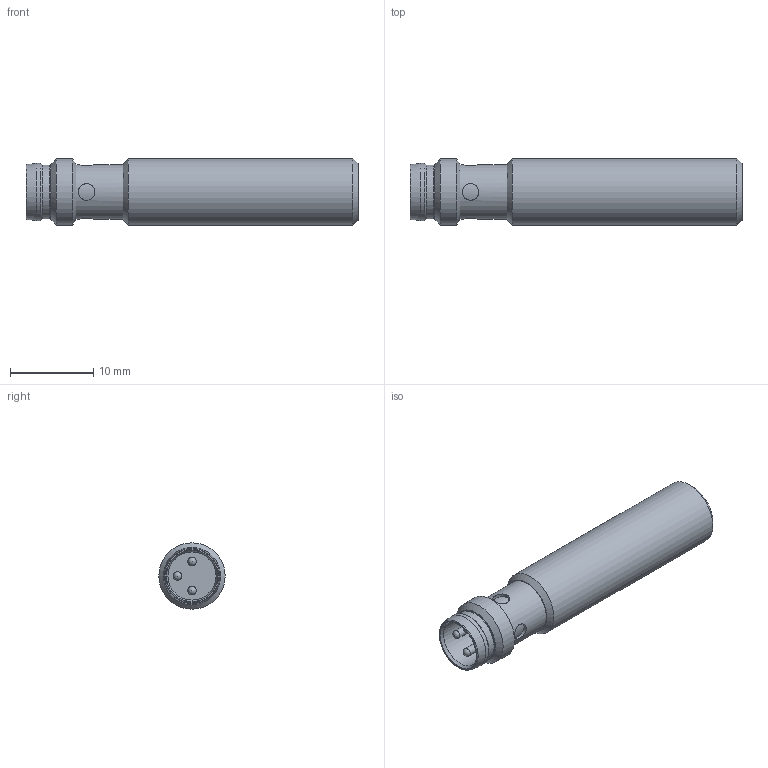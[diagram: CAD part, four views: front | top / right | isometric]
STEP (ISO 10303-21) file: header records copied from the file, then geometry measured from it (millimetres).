
FILE_DESCRIPTION(/* description */ (''),/* implementation_level */ '2;1');
FILE_NAME(/* name */ 'ipf_z3d_IB089179.stp',/* time_stamp */ '2019-10-29T13:52:21+01:00',/* author */ ('g.aydin'),/* organization */ (''),/* preprocessor_version */ 'ST-DEVELOPER v15.2',/* originating_system */ 'Autodesk Inventor 2014',/* authorisation */ '');
FILE_SCHEMA (('AUTOMOTIVE_DESIGN { 1 0 10303 214 3 1 1 }'));
Length unit declared in the file: millimetre
Products named in the file (1): ipf_z3d_IB089179
Bounding box: 40 x 8 x 8 mm (x, y, z)
Volume: 1724.7 mm3; surface area: 1203.3 mm2
Topology: 1 solids, 1 shells, 37 faces, 71 edges, 43 vertices
Faces by surface type: cylinder 19, cone 8, plane 6, sphere 3, torus 1
Full cylindrical faces by diameter (mm): 1 x3, 2 x4, 5.8 x1, 6.36 x1, 6.45 x1, 6.5 x1, 6.6 x1, 6.9 x1, 8 x2
Entity records: 1002 total; most frequent: CARTESIAN_POINT 378, DIRECTION 132, EDGE_LOOP 72, ORIENTED_EDGE 72, AXIS2_PLACEMENT_3D 66, ADVANCED_FACE 37, FACE_BOUND 36, FACE_OUTER_BOUND 36
